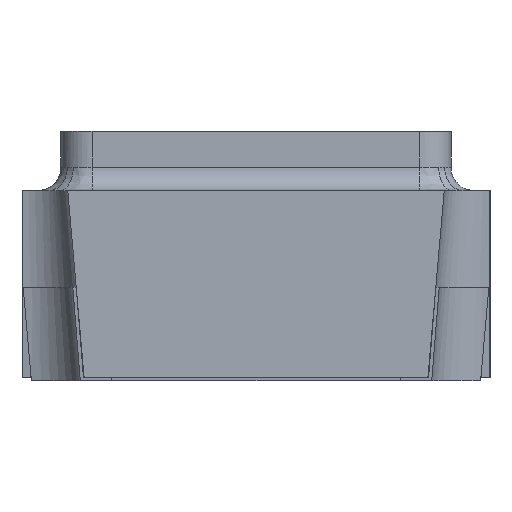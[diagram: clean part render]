
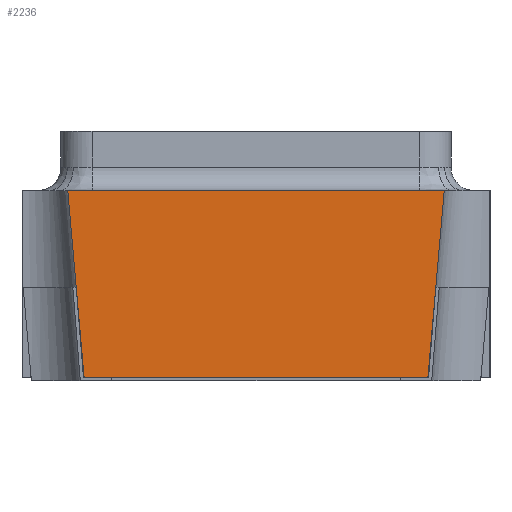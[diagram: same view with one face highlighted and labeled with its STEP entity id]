
A CAD part, left-side view. The second image highlights one B-rep face of the part: STEP entity #2236.
In plain terms, the highlighted free-form (B-spline) face has degree [1, 1] with [2, 2] control points.
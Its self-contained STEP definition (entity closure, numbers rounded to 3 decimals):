
#1563 = VERTEX_POINT('',#1564);
#1564 = CARTESIAN_POINT('',(-1.565,-0.59,
    0.597));
#1594 = VERTEX_POINT('',#1595);
#1595 = CARTESIAN_POINT('',(-1.565,0.59,
    0.597));
#1601 = EDGE_CURVE('',#1594,#1563,#1602,.T.);
#1602 = B_SPLINE_CURVE_WITH_KNOTS('',1,(#1603,#1604),.UNSPECIFIED.,.F.,
  .F.,(2,2),(0.143,1.324),.PIECEWISE_BEZIER_KNOTS.);
#1603 = CARTESIAN_POINT('',(-1.565,0.59,
    0.597));
#1604 = CARTESIAN_POINT('',(-1.565,-0.59,
    0.597));
#2076 = VERTEX_POINT('',#2077);
#2077 = CARTESIAN_POINT('',(-1.565,-0.539,
    0.011));
#2083 = EDGE_CURVE('',#2084,#2076,#2086,.T.);
#2084 = VERTEX_POINT('',#2085);
#2085 = CARTESIAN_POINT('',(-1.565,0.539,
    0.011));
#2086 = B_SPLINE_CURVE_WITH_KNOTS('',1,(#2087,#2088),.UNSPECIFIED.,.F.,
  .F.,(2,2),(0.195,1.272),.PIECEWISE_BEZIER_KNOTS.);
#2087 = CARTESIAN_POINT('',(-1.565,0.539,
    0.011));
#2088 = CARTESIAN_POINT('',(-1.565,-0.539,
    0.011));
#2117 = EDGE_CURVE('',#2084,#1594,#2118,.T.);
#2118 = B_SPLINE_CURVE_WITH_KNOTS('',1,(#2119,#2120),.UNSPECIFIED.,.F.,
  .F.,(2,2),(-2.235,-1.646),.PIECEWISE_BEZIER_KNOTS.);
#2119 = CARTESIAN_POINT('',(-1.565,0.539,
    0.011));
#2120 = CARTESIAN_POINT('',(-1.565,0.59,
    0.597));
#2158 = EDGE_CURVE('',#1563,#2076,#2159,.T.);
#2159 = B_SPLINE_CURVE_WITH_KNOTS('',1,(#2160,#2161),.UNSPECIFIED.,.F.,
  .F.,(2,2),(1.646,2.235),.PIECEWISE_BEZIER_KNOTS.);
#2160 = CARTESIAN_POINT('',(-1.565,-0.59,
    0.597));
#2161 = CARTESIAN_POINT('',(-1.565,-0.539,
    0.011));
#2236 = ADVANCED_FACE('',(#2237),#2243,.F.);
#2237 = FACE_BOUND('',#2238,.T.);
#2238 = EDGE_LOOP('',(#2239,#2240,#2241,#2242));
#2239 = ORIENTED_EDGE('',*,*,#2158,.F.);
#2240 = ORIENTED_EDGE('',*,*,#1601,.F.);
#2241 = ORIENTED_EDGE('',*,*,#2117,.F.);
#2242 = ORIENTED_EDGE('',*,*,#2083,.T.);
#2243 = B_SPLINE_SURFACE_WITH_KNOTS('',1,1,(
    (#2244,#2245)
    ,(#2246,#2247
    )),.UNSPECIFIED.,.F.,.F.,.F.,(2,2),(2,2),(-1.324,
    -0.143),(-0.587,0.),.PIECEWISE_BEZIER_KNOTS.);
#2244 = CARTESIAN_POINT('',(-1.565,-0.59,
    0.011));
#2245 = CARTESIAN_POINT('',(-1.565,-0.59,
    0.597));
#2246 = CARTESIAN_POINT('',(-1.565,0.59,
    0.011));
#2247 = CARTESIAN_POINT('',(-1.565,0.59,
    0.597));
